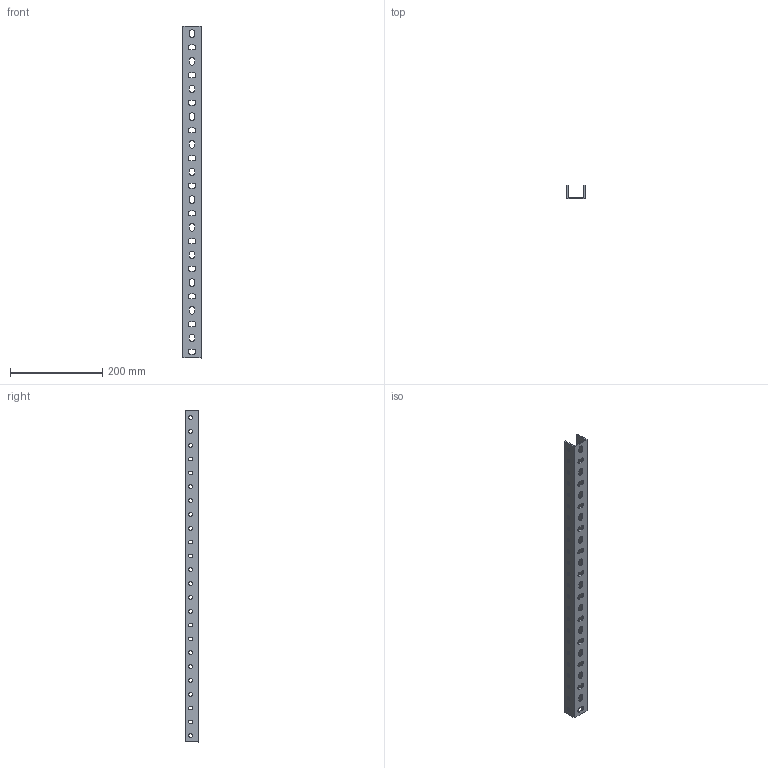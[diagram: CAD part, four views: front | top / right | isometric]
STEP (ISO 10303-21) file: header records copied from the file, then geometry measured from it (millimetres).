
FILE_DESCRIPTION(/* description */ (''),/* implementation_level */ '2;1');
FILE_NAME(/* name */ 'UPS700.ipt.stp',/* time_stamp */ '2023-05-18T10:24:13+03:00',/* author */ ('Man88'),/* organization */ (''),/* preprocessor_version */ 'ST-DEVELOPER v19.2',/* originating_system */ 'Autodesk Inventor 2023',/* authorisation */ '');
FILE_SCHEMA (('AUTOMOTIVE_DESIGN { 1 0 10303 214 3 1 1 }'));
Length unit declared in the file: millimetre
Products named in the file (1): Универсальный профиль 
усиленный 700
Bounding box: 39.27 x 29 x 720 mm (x, y, z)
Volume: 150070.7 mm3; surface area: 130002.6 mm2
Topology: 1 solids, 1 shells, 162 faces, 480 edges, 320 vertices
Faces by surface type: cylinder 96, plane 66
Full cylindrical faces by diameter (mm): 8.2 x48
Entity records: 5989 total; most frequent: DIRECTION 998, CARTESIAN_POINT 963, ORIENTED_EDGE 960, EDGE_CURVE 480, AXIS2_PLACEMENT_3D 355, VERTEX_POINT 320, EDGE_LOOP 306, LINE 288
